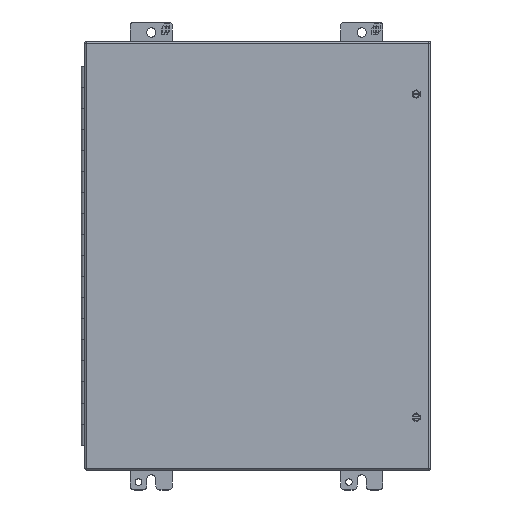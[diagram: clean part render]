
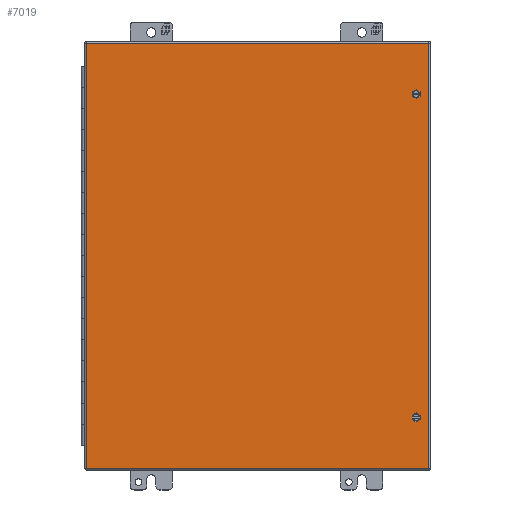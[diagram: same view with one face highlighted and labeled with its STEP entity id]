
A CAD part, top view. The second image highlights one B-rep face of the part: STEP entity #7019.
In plain terms, the highlighted planar face has unit normal (0, 0, 1).
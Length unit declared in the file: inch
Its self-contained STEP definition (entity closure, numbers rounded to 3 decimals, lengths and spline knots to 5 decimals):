
#193 = VERTEX_POINT ( 'NONE', #15271 ) ;
#460 = DIRECTION ( 'NONE',  ( 1., 0., 0. ) ) ;
#592 = CARTESIAN_POINT ( 'NONE',  ( -8.08128, -10.10876, 7.17205 ) ) ;
#1741 = EDGE_LOOP ( 'NONE', ( #11179 ) ) ;
#2526 = AXIS2_PLACEMENT_3D ( 'NONE', #22636, #5944, #20962 ) ;
#3004 = EDGE_CURVE ( 'NONE', #6496, #18067, #22837, .T. ) ;
#3313 = DIRECTION ( 'NONE',  ( 0., -1., 0. ) ) ;
#3770 = ORIENTED_EDGE ( 'NONE', *, *, #20884, .T. ) ;
#4871 = LINE ( 'NONE', #592, #9855 ) ;
#5125 = CARTESIAN_POINT ( 'NONE',  ( 8.19924, 10.10876, 7.17205 ) ) ;
#5242 = PLANE ( 'NONE',  #20307 ) ;
#5944 = DIRECTION ( 'NONE',  ( 0., 0., 1. ) ) ;
#6052 = EDGE_CURVE ( 'NONE', #16821, #16821, #14424, .T. ) ;
#6311 = VERTEX_POINT ( 'NONE', #15256 ) ;
#6496 = VERTEX_POINT ( 'NONE', #7670 ) ;
#6643 = VECTOR ( 'NONE', #11877, 39.37008 ) ;
#7019 = ADVANCED_FACE ( 'NONE', ( #18198, #21932, #11418 ), #5242, .T. ) ;
#7186 = CARTESIAN_POINT ( 'NONE',  ( -8.08128, -10.10876, 7.17205 ) ) ;
#7374 = ORIENTED_EDGE ( 'NONE', *, *, #26914, .T. ) ;
#7430 = DIRECTION ( 'NONE',  ( 0., 0., 1. ) ) ;
#7670 = CARTESIAN_POINT ( 'NONE',  ( 8.19924, -10.10876, 7.17205 ) ) ;
#7708 = CARTESIAN_POINT ( 'NONE',  ( -8.08128, -10.10876, 7.17205 ) ) ;
#7785 = EDGE_LOOP ( 'NONE', ( #10931 ) ) ;
#8057 = ORIENTED_EDGE ( 'NONE', *, *, #3004, .T. ) ;
#9836 = CARTESIAN_POINT ( 'NONE',  ( 8.19924, -10.10876, 7.17205 ) ) ;
#9855 = VECTOR ( 'NONE', #460, 39.37008 ) ;
#10931 = ORIENTED_EDGE ( 'NONE', *, *, #6052, .F. ) ;
#11179 = ORIENTED_EDGE ( 'NONE', *, *, #15948, .F. ) ;
#11295 = CARTESIAN_POINT ( 'NONE',  ( 7.58153, -7.68435, 7.17205 ) ) ;
#11401 = CARTESIAN_POINT ( 'NONE',  ( 7.7146, -7.68435, 7.17205 ) ) ;
#11418 = FACE_OUTER_BOUND ( 'NONE', #26293, .T. ) ;
#11877 = DIRECTION ( 'NONE',  ( -1., 0., 0. ) ) ;
#12040 = DIRECTION ( 'NONE',  ( 0., 1., 0. ) ) ;
#12675 = ORIENTED_EDGE ( 'NONE', *, *, #20979, .T. ) ;
#12758 = CIRCLE ( 'NONE', #18933, 0.13307 ) ;
#13041 = VECTOR ( 'NONE', #12040, 39.37008 ) ;
#14097 = CARTESIAN_POINT ( 'NONE',  ( -8.08128, 10.10876, 7.17205 ) ) ;
#14424 = CIRCLE ( 'NONE', #2526, 0.13307 ) ;
#15256 = CARTESIAN_POINT ( 'NONE',  ( -8.08128, -10.10876, 7.17205 ) ) ;
#15271 = CARTESIAN_POINT ( 'NONE',  ( -8.08128, 10.10876, 7.17205 ) ) ;
#15490 = VECTOR ( 'NONE', #3313, 39.37008 ) ;
#15948 = EDGE_CURVE ( 'NONE', #25941, #25941, #12758, .T. ) ;
#16821 = VERTEX_POINT ( 'NONE', #21495 ) ;
#16857 = LINE ( 'NONE', #7186, #15490 ) ;
#18067 = VERTEX_POINT ( 'NONE', #5125 ) ;
#18198 = FACE_BOUND ( 'NONE', #7785, .T. ) ;
#18933 = AXIS2_PLACEMENT_3D ( 'NONE', #11295, #19863, #22341 ) ;
#19863 = DIRECTION ( 'NONE',  ( 0., 0., 1. ) ) ;
#20307 = AXIS2_PLACEMENT_3D ( 'NONE', #7708, #7430, #26617 ) ;
#20884 = EDGE_CURVE ( 'NONE', #18067, #193, #22664, .T. ) ;
#20962 = DIRECTION ( 'NONE',  ( 1., 0., 0. ) ) ;
#20979 = EDGE_CURVE ( 'NONE', #193, #6311, #16857, .T. ) ;
#21495 = CARTESIAN_POINT ( 'NONE',  ( 7.7146, 7.68848, 7.17205 ) ) ;
#21932 = FACE_BOUND ( 'NONE', #1741, .T. ) ;
#22341 = DIRECTION ( 'NONE',  ( 1., 0., 0. ) ) ;
#22636 = CARTESIAN_POINT ( 'NONE',  ( 7.58153, 7.68848, 7.17205 ) ) ;
#22664 = LINE ( 'NONE', #14097, #6643 ) ;
#22837 = LINE ( 'NONE', #9836, #13041 ) ;
#25941 = VERTEX_POINT ( 'NONE', #11401 ) ;
#26293 = EDGE_LOOP ( 'NONE', ( #3770, #12675, #7374, #8057 ) ) ;
#26617 = DIRECTION ( 'NONE',  ( 1., 0., 0. ) ) ;
#26914 = EDGE_CURVE ( 'NONE', #6311, #6496, #4871, .T. ) ;
